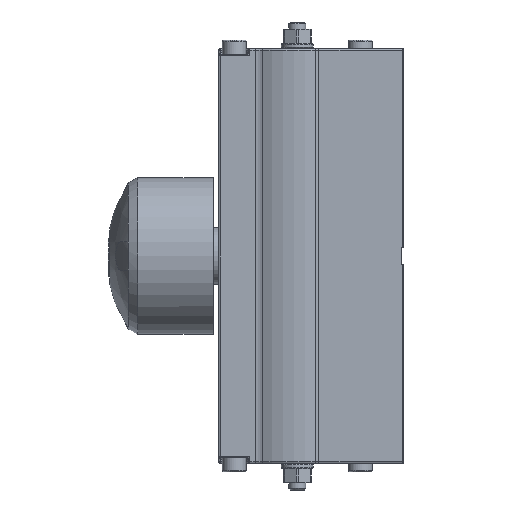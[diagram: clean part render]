
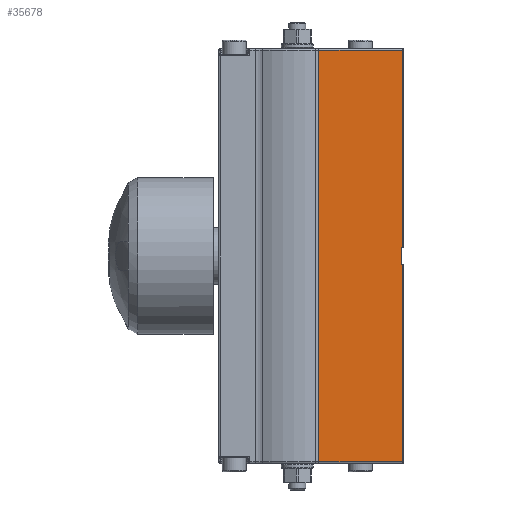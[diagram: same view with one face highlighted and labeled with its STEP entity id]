
A CAD part, left-side view. The second image highlights one B-rep face of the part: STEP entity #35678.
In plain terms, the highlighted planar face has unit normal (-1, 0, 0).
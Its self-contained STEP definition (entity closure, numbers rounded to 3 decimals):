
#4419=LINE('',#59938,#7203);
#5156=LINE('',#63869,#7940);
#5206=LINE('',#64089,#7990);
#5211=LINE('',#64105,#7995);
#5213=LINE('',#64113,#7997);
#5215=LINE('',#64120,#7999);
#5216=LINE('',#64121,#8000);
#5217=LINE('',#64122,#8001);
#7203=VECTOR('',#44807,10.);
#7940=VECTOR('',#46604,10.);
#7990=VECTOR('',#46876,10.);
#7995=VECTOR('',#46891,10.);
#7997=VECTOR('',#46899,10.);
#7999=VECTOR('',#46907,10.);
#8000=VECTOR('',#46908,10.);
#8001=VECTOR('',#46909,10.);
#10186=FACE_OUTER_BOUND('',#12489,.T.);
#12489=EDGE_LOOP('',(#29494,#29495,#29496,#29497,#29498,#29499,#29500,#29501));
#15396=VERTEX_POINT('',#59932);
#15397=VERTEX_POINT('',#59936);
#16127=VERTEX_POINT('',#63863);
#16128=VERTEX_POINT('',#63867);
#16186=VERTEX_POINT('',#64087);
#16187=VERTEX_POINT('',#64088);
#16193=VERTEX_POINT('',#64104);
#16196=VERTEX_POINT('',#64112);
#19506=EDGE_CURVE('',#15397,#15396,#4419,.T.);
#20625=EDGE_CURVE('',#16128,#16127,#5156,.T.);
#20723=EDGE_CURVE('',#16186,#16187,#5206,.T.);
#20731=EDGE_CURVE('',#16187,#16193,#5211,.T.);
#20735=EDGE_CURVE('',#16196,#16186,#5213,.T.);
#20739=EDGE_CURVE('',#16193,#16128,#5215,.T.);
#20740=EDGE_CURVE('',#15396,#16127,#5216,.T.);
#20741=EDGE_CURVE('',#15397,#16196,#5217,.T.);
#29494=ORIENTED_EDGE('',*,*,#20735,.T.);
#29495=ORIENTED_EDGE('',*,*,#20723,.T.);
#29496=ORIENTED_EDGE('',*,*,#20731,.T.);
#29497=ORIENTED_EDGE('',*,*,#20739,.T.);
#29498=ORIENTED_EDGE('',*,*,#20625,.T.);
#29499=ORIENTED_EDGE('',*,*,#20740,.F.);
#29500=ORIENTED_EDGE('',*,*,#19506,.F.);
#29501=ORIENTED_EDGE('',*,*,#20741,.T.);
#32014=PLANE('',#38655);
#35678=ADVANCED_FACE('',(#10186),#32014,.T.);
#38655=AXIS2_PLACEMENT_3D('',#64119,#46905,#46906);
#44807=DIRECTION('',(0.,1.,0.));
#46604=DIRECTION('',(0.,1.,0.));
#46876=DIRECTION('',(0.,0.,1.));
#46891=DIRECTION('',(0.,-1.,0.));
#46899=DIRECTION('',(0.,1.,0.));
#46905=DIRECTION('center_axis',(-1.,0.,0.));
#46906=DIRECTION('ref_axis',(0.,0.,1.));
#46907=DIRECTION('',(0.,0.,1.));
#46908=DIRECTION('',(0.,0.,1.));
#46909=DIRECTION('',(0.,0.,1.));
#59932=CARTESIAN_POINT('',(-133.424,-56.375,48.73));
#59936=CARTESIAN_POINT('',(-133.424,-86.194,48.73));
#59938=CARTESIAN_POINT('',(-133.424,-70.242,48.73));
#63863=CARTESIAN_POINT('',(-133.424,-56.375,195.73));
#63867=CARTESIAN_POINT('',(-133.424,-86.194,195.73));
#63869=CARTESIAN_POINT('',(-133.424,-70.242,195.73));
#64087=CARTESIAN_POINT('',(-133.424,-85.694,119.23));
#64088=CARTESIAN_POINT('',(-133.424,-85.694,125.23));
#64089=CARTESIAN_POINT('',(-133.424,-85.694,88.23));
#64104=CARTESIAN_POINT('',(-133.424,-86.194,125.23));
#64105=CARTESIAN_POINT('',(-133.424,-86.444,125.23));
#64112=CARTESIAN_POINT('',(-133.424,-86.194,119.23));
#64113=CARTESIAN_POINT('',(-133.424,-86.444,119.23));
#64119=CARTESIAN_POINT('Origin',(-133.424,-86.194,54.23));
#64120=CARTESIAN_POINT('',(-133.424,-86.194,54.23));
#64121=CARTESIAN_POINT('',(-133.424,-56.375,48.23));
#64122=CARTESIAN_POINT('',(-133.424,-86.194,48.23));
